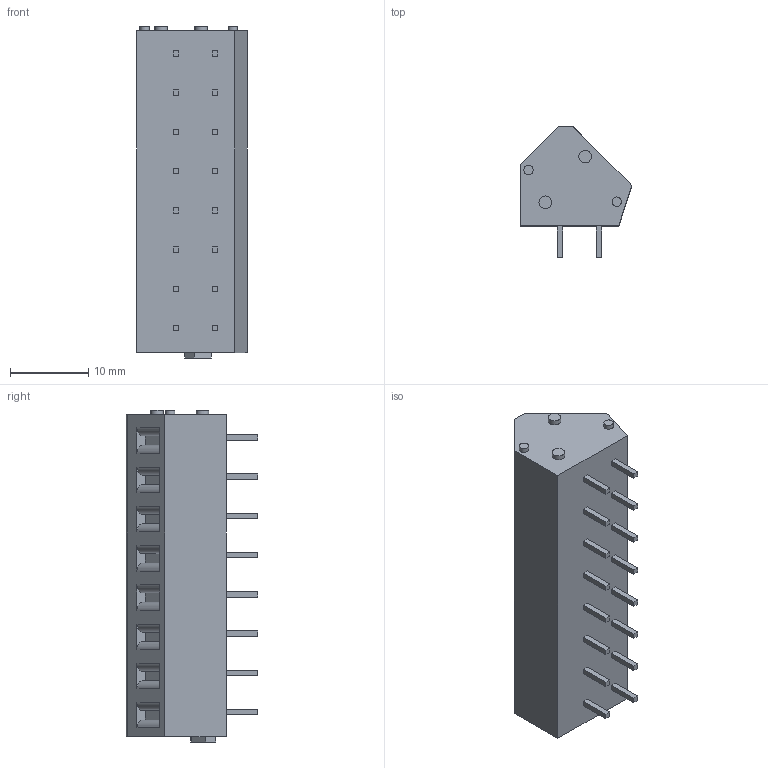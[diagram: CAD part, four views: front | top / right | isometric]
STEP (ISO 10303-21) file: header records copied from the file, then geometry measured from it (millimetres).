
FILE_DESCRIPTION(/* description */ ('STEP AP214'),/* implementation_level */ '2;1');
FILE_NAME(/* name */ '236-408',/* time_stamp */ '2024-07-10T12:22:05+02:00',/* author */ ('License CC BY-ND 4.0'),/* organization */ ('CADENAS'),/* preprocessor_version */ 'ST-DEVELOPER v19.3',/* originating_system */ 'PARTsolutions',/* authorisation */ ' ');
FILE_SCHEMA (('AUTOMOTIVE_DESIGN {1 0 10303 214 3 1 1}'));
Length unit declared in the file: millimetre
Products named in the file (1): 236-408
Bounding box: 14.09 x 16.71 x 42.3 mm (x, y, z)
Volume: 5170.6 mm3; surface area: 2713.8 mm2
Topology: 1 solids, 1 shells, 261 faces, 658 edges, 428 vertices
Faces by surface type: plane 237, cylinder 24
Full cylindrical faces by diameter (mm): 1.2 x2, 1.6 x2
Entity records: 9495 total; most frequent: CARTESIAN_POINT 1344, ORIENTED_EDGE 1308, DIRECTION 1226, EDGE_CURVE 654, LINE 606, VECTOR 606, VERTEX_POINT 428, AXIS2_PLACEMENT_3D 310
